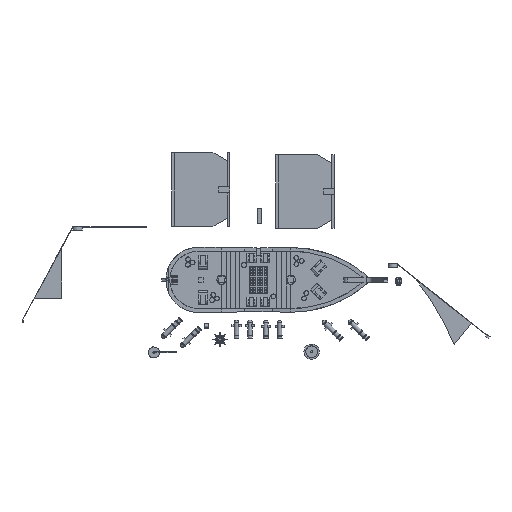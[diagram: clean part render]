
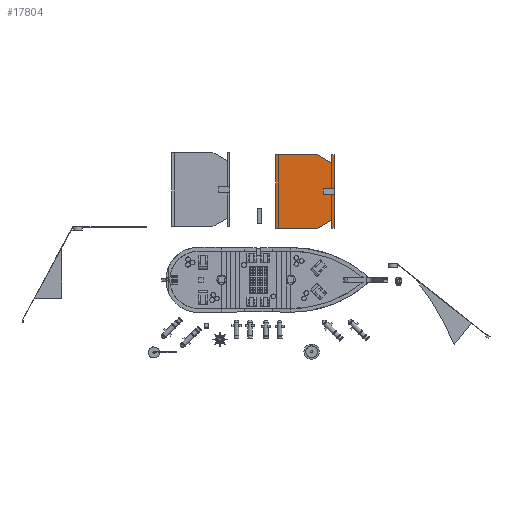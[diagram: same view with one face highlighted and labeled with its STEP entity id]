
A CAD part, top view. The second image highlights one B-rep face of the part: STEP entity #17804.
In plain terms, the highlighted planar face has unit normal (0, 0, 1).
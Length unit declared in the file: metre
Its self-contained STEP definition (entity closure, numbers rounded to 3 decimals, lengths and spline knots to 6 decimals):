
#364=PLANE('',#19387);
#1333=LINE('',#26946,#3246);
#1345=LINE('',#26971,#3258);
#1346=LINE('',#26973,#3259);
#1347=LINE('',#26975,#3260);
#1348=LINE('',#26977,#3261);
#1349=LINE('',#26979,#3262);
#1350=LINE('',#26981,#3263);
#1351=LINE('',#26983,#3264);
#1352=LINE('',#26985,#3265);
#1353=LINE('',#26987,#3266);
#1354=LINE('',#26989,#3267);
#1355=LINE('',#26991,#3268);
#1356=LINE('',#26993,#3269);
#1357=LINE('',#26995,#3270);
#3246=VECTOR('',#21773,1.);
#3258=VECTOR('',#21791,1.);
#3259=VECTOR('',#21792,1.);
#3260=VECTOR('',#21793,1.);
#3261=VECTOR('',#21794,1.);
#3262=VECTOR('',#21795,1.);
#3263=VECTOR('',#21796,1.);
#3264=VECTOR('',#21797,1.);
#3265=VECTOR('',#21798,1.);
#3266=VECTOR('',#21799,1.);
#3267=VECTOR('',#21800,1.);
#3268=VECTOR('',#21801,1.);
#3269=VECTOR('',#21802,1.);
#3270=VECTOR('',#21803,1.);
#5917=ORIENTED_EDGE('',*,*,#10422,.T.);
#5918=ORIENTED_EDGE('',*,*,#10434,.T.);
#5919=ORIENTED_EDGE('',*,*,#10435,.F.);
#5920=ORIENTED_EDGE('',*,*,#10436,.F.);
#5921=ORIENTED_EDGE('',*,*,#10437,.T.);
#5922=ORIENTED_EDGE('',*,*,#10438,.F.);
#5923=ORIENTED_EDGE('',*,*,#10439,.T.);
#5924=ORIENTED_EDGE('',*,*,#10440,.T.);
#5925=ORIENTED_EDGE('',*,*,#10441,.F.);
#5926=ORIENTED_EDGE('',*,*,#10442,.T.);
#5927=ORIENTED_EDGE('',*,*,#10443,.T.);
#5928=ORIENTED_EDGE('',*,*,#10444,.T.);
#5929=ORIENTED_EDGE('',*,*,#10445,.F.);
#5930=ORIENTED_EDGE('',*,*,#10446,.F.);
#10422=EDGE_CURVE('',#12771,#12769,#1333,.T.);
#10434=EDGE_CURVE('',#12769,#12781,#1345,.T.);
#10435=EDGE_CURVE('',#12782,#12781,#1346,.T.);
#10436=EDGE_CURVE('',#12783,#12782,#1347,.T.);
#10437=EDGE_CURVE('',#12783,#12784,#1348,.T.);
#10438=EDGE_CURVE('',#12785,#12784,#1349,.T.);
#10439=EDGE_CURVE('',#12785,#12786,#1350,.T.);
#10440=EDGE_CURVE('',#12786,#12787,#1351,.T.);
#10441=EDGE_CURVE('',#12788,#12787,#1352,.T.);
#10442=EDGE_CURVE('',#12788,#12789,#1353,.T.);
#10443=EDGE_CURVE('',#12789,#12790,#1354,.T.);
#10444=EDGE_CURVE('',#12790,#12791,#1355,.T.);
#10445=EDGE_CURVE('',#12792,#12791,#1356,.T.);
#10446=EDGE_CURVE('',#12771,#12792,#1357,.T.);
#12769=VERTEX_POINT('',#26944);
#12771=VERTEX_POINT('',#26947);
#12781=VERTEX_POINT('',#26972);
#12782=VERTEX_POINT('',#26974);
#12783=VERTEX_POINT('',#26976);
#12784=VERTEX_POINT('',#26978);
#12785=VERTEX_POINT('',#26980);
#12786=VERTEX_POINT('',#26982);
#12787=VERTEX_POINT('',#26984);
#12788=VERTEX_POINT('',#26986);
#12789=VERTEX_POINT('',#26988);
#12790=VERTEX_POINT('',#26990);
#12791=VERTEX_POINT('',#26992);
#12792=VERTEX_POINT('',#26994);
#14917=EDGE_LOOP('',(#5917,#5918,#5919,#5920,#5921,#5922,#5923,#5924,#5925,
#5926,#5927,#5928,#5929,#5930));
#16247=FACE_BOUND('',#14917,.T.);
#17804=ADVANCED_FACE('',(#16247),#364,.T.);
#19387=AXIS2_PLACEMENT_3D('',#26970,#21789,#21790);
#21773=DIRECTION('',(0.,1.,0.));
#21789=DIRECTION('',(0.,0.,1.));
#21790=DIRECTION('',(1.,0.,0.));
#21791=DIRECTION('',(1.,0.,0.));
#21792=DIRECTION('',(0.,-1.,0.));
#21793=DIRECTION('',(1.,0.,0.));
#21794=DIRECTION('',(0.,-1.,0.));
#21795=DIRECTION('',(0.866,-0.5,0.));
#21796=DIRECTION('',(-1.,0.,0.));
#21797=DIRECTION('',(0.,-1.,0.));
#21798=DIRECTION('',(-1.,0.,0.));
#21799=DIRECTION('',(0.866,0.5,0.));
#21800=DIRECTION('',(0.,-1.,0.));
#21801=DIRECTION('',(1.,0.,0.));
#21802=DIRECTION('',(0.,-1.,0.));
#21803=DIRECTION('',(1.,0.,0.));
#26944=CARTESIAN_POINT('',(0.0297,-0.109086,-0.002125));
#26946=CARTESIAN_POINT('',(0.0297,-0.111274,-0.002125));
#26947=CARTESIAN_POINT('',(0.0297,-0.113461,-0.002125));
#26970=CARTESIAN_POINT('',(0.00795,-0.111274,-0.002125));
#26971=CARTESIAN_POINT('',(0.025198,-0.109086,-0.002125));
#26972=CARTESIAN_POINT('',(0.0342,-0.109086,-0.002125));
#26973=CARTESIAN_POINT('',(0.0342,-0.111274,-0.002125));
#26974=CARTESIAN_POINT('',(0.0342,-0.081274,-0.002125));
#26975=CARTESIAN_POINT('',(0.033263,-0.081274,-0.002125));
#26976=CARTESIAN_POINT('',(0.032325,-0.081274,-0.002125));
#26977=CARTESIAN_POINT('',(0.032325,-0.137878,-0.002125));
#26978=CARTESIAN_POINT('',(0.032325,-0.088066,-0.002125));
#26979=CARTESIAN_POINT('',(0.024093,-0.083314,-0.002125));
#26980=CARTESIAN_POINT('',(0.02056,-0.081274,-0.002125));
#26981=CARTESIAN_POINT('',(0.00795,-0.081274,-0.002125));
#26982=CARTESIAN_POINT('',(-0.013142,-0.081274,-0.002125));
#26983=CARTESIAN_POINT('',(-0.013142,-0.111274,-0.002125));
#26984=CARTESIAN_POINT('',(-0.013142,-0.141274,-0.002125));
#26985=CARTESIAN_POINT('',(0.00795,-0.141274,-0.002125));
#26986=CARTESIAN_POINT('',(0.02056,-0.141274,-0.002125));
#26987=CARTESIAN_POINT('',(0.024093,-0.139234,-0.002125));
#26988=CARTESIAN_POINT('',(0.032325,-0.134481,-0.002125));
#26989=CARTESIAN_POINT('',(0.032325,-0.137878,-0.002125));
#26990=CARTESIAN_POINT('',(0.032325,-0.141274,-0.002125));
#26991=CARTESIAN_POINT('',(0.033263,-0.141274,-0.002125));
#26992=CARTESIAN_POINT('',(0.0342,-0.141274,-0.002125));
#26993=CARTESIAN_POINT('',(0.0342,-0.111274,-0.002125));
#26994=CARTESIAN_POINT('',(0.0342,-0.113461,-0.002125));
#26995=CARTESIAN_POINT('',(0.025198,-0.113461,-0.002125));
